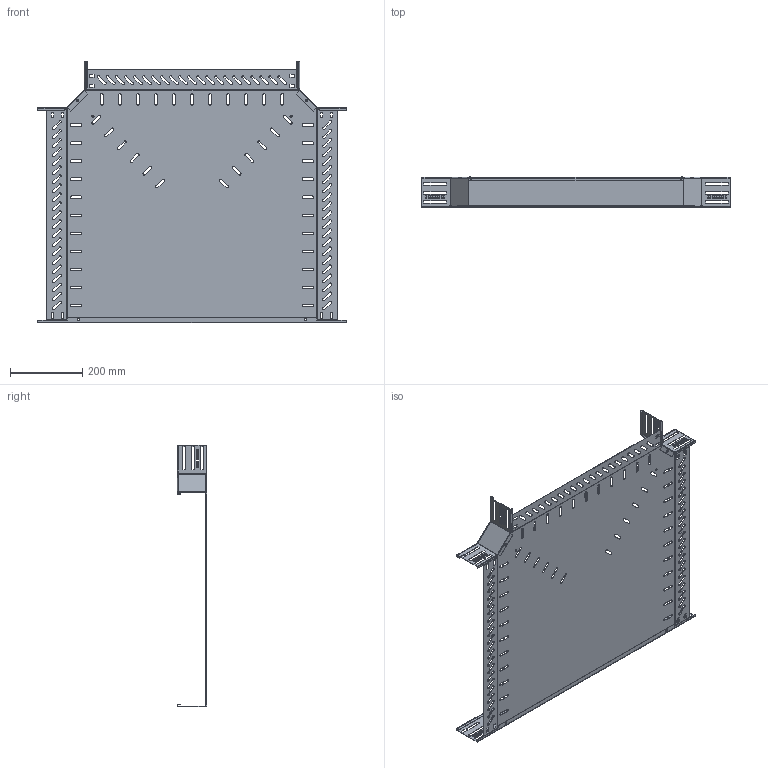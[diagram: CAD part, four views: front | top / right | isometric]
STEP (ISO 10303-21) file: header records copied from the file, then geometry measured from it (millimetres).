
FILE_DESCRIPTION (( 'STEP AP214' ), '1' );
FILE_NAME ('6038240.STEP', '2024-10-25T14:44:22', ( '' ), ( '' ), 'SwSTEP 2.0', 'SolidWorks 2024', '' );
FILE_SCHEMA (( 'AUTOMOTIVE_DESIGN' ));
Length unit declared in the file: millimetre
Products named in the file (4): 172072_600; 167655_85x90°; 181473_600; 6038240
Assembly tree (4 placements, depth 2):
  6038240
    172072_600
    167655_85x90°  x2
    181473_600
Bounding box: 854 x 82 x 724.99 mm (x, y, z)
Volume: 677543.3 mm3; surface area: 1312303.6 mm2
Topology: 4 solids, 4 shells, 1232 faces, 3528 edges, 2304 vertices
Faces by surface type: plane 722, cylinder 494, bspline 16
Entity records: 35185 total; most frequent: CARTESIAN_POINT 6517, ORIENTED_EDGE 5984, DIRECTION 5842, EDGE_CURVE 2992, LINE 2048, VECTOR 2048, VERTEX_POINT 1968, AXIS2_PLACEMENT_3D 1897
